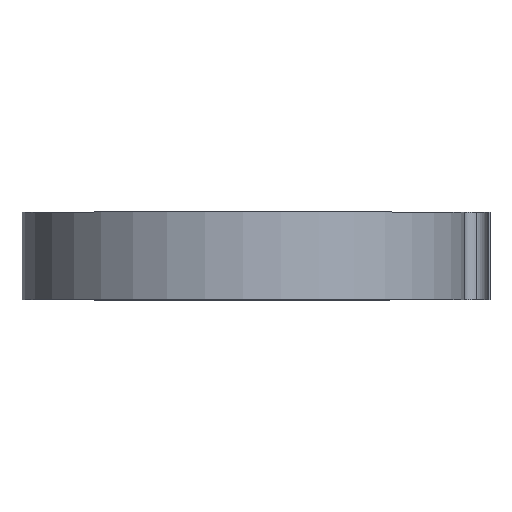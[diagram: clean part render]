
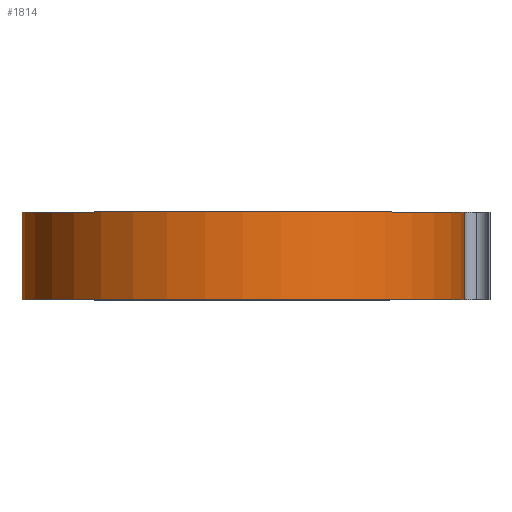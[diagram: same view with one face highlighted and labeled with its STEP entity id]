
A CAD part, top view. The second image highlights one B-rep face of the part: STEP entity #1814.
In plain terms, the highlighted cylindrical face has radius 45.499 mm (diameter 90.998 mm), a partial arc.
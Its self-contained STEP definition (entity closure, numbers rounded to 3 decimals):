
#135 = CARTESIAN_POINT ( 'NONE',  ( 0., 0., 0. ) ) ;
#614 = AXIS2_PLACEMENT_3D ( 'NONE', #5152, #6613, #3586 ) ;
#775 = VERTEX_POINT ( 'NONE', #4736 ) ;
#1052 = AXIS2_PLACEMENT_3D ( 'NONE', #135, #2703, #5900 ) ;
#1075 = EDGE_CURVE ( 'NONE', #6450, #5668, #5470, .T. ) ;
#1151 = CYLINDRICAL_SURFACE ( 'NONE', #5334, 45.499 ) ;
#1579 = CARTESIAN_POINT ( 'NONE',  ( -45.499, 18., 0. ) ) ;
#1685 = DIRECTION ( 'NONE',  ( 0., 0., -1. ) ) ;
#1733 = VECTOR ( 'NONE', #6051, 1000. ) ;
#1814 = ADVANCED_FACE ( 'NONE', ( #4328 ), #1151, .T. ) ;
#1834 = CARTESIAN_POINT ( 'NONE',  ( 45.499, 18., 0. ) ) ;
#2703 = DIRECTION ( 'NONE',  ( 0., 1., 0. ) ) ;
#2959 = VECTOR ( 'NONE', #5183, 1000. ) ;
#3023 = CARTESIAN_POINT ( 'NONE',  ( -45.499, 18., 0. ) ) ;
#3220 = CARTESIAN_POINT ( 'NONE',  ( 0., 18., 0. ) ) ;
#3586 = DIRECTION ( 'NONE',  ( 1., 0., 0. ) ) ;
#3812 = EDGE_CURVE ( 'NONE', #5931, #775, #6552, .T. ) ;
#4192 = CARTESIAN_POINT ( 'NONE',  ( 45.499, 18., 0. ) ) ;
#4328 = FACE_OUTER_BOUND ( 'NONE', #4925, .T. ) ;
#4360 = ORIENTED_EDGE ( 'NONE', *, *, #6329, .F. ) ;
#4368 = CARTESIAN_POINT ( 'NONE',  ( 45.499, 0., 0. ) ) ;
#4529 = ORIENTED_EDGE ( 'NONE', *, *, #5591, .T. ) ;
#4633 = ORIENTED_EDGE ( 'NONE', *, *, #1075, .F. ) ;
#4736 = CARTESIAN_POINT ( 'NONE',  ( -45.499, 0., 0. ) ) ;
#4925 = EDGE_LOOP ( 'NONE', ( #4529, #4633, #4360, #4940 ) ) ;
#4940 = ORIENTED_EDGE ( 'NONE', *, *, #3812, .T. ) ;
#5152 = CARTESIAN_POINT ( 'NONE',  ( 0., 18., 0. ) ) ;
#5183 = DIRECTION ( 'NONE',  ( 0., -1., 0. ) ) ;
#5281 = DIRECTION ( 'NONE',  ( 0., -1., 0. ) ) ;
#5334 = AXIS2_PLACEMENT_3D ( 'NONE', #3220, #5281, #1685 ) ;
#5470 = LINE ( 'NONE', #1834, #1733 ) ;
#5591 = EDGE_CURVE ( 'NONE', #775, #5668, #5689, .T. ) ;
#5668 = VERTEX_POINT ( 'NONE', #4368 ) ;
#5689 = CIRCLE ( 'NONE', #1052, 45.499 ) ;
#5812 = CIRCLE ( 'NONE', #614, 45.499 ) ;
#5900 = DIRECTION ( 'NONE',  ( 1., 0., 0. ) ) ;
#5931 = VERTEX_POINT ( 'NONE', #3023 ) ;
#6051 = DIRECTION ( 'NONE',  ( 0., -1., 0. ) ) ;
#6329 = EDGE_CURVE ( 'NONE', #5931, #6450, #5812, .T. ) ;
#6450 = VERTEX_POINT ( 'NONE', #4192 ) ;
#6552 = LINE ( 'NONE', #1579, #2959 ) ;
#6613 = DIRECTION ( 'NONE',  ( 0., 1., 0. ) ) ;
